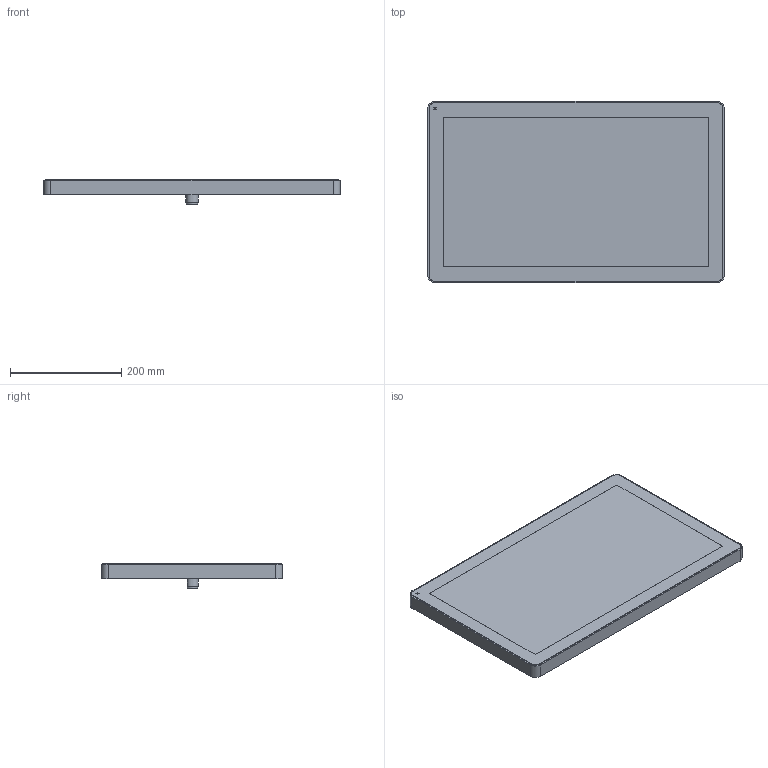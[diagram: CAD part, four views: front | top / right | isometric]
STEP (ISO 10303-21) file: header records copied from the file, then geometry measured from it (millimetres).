
FILE_DESCRIPTION(/* description */ ('STEP AP214'),/* implementation_level */ '2;1');
FILE_NAME(/* name */ '8155223_CDPX-X-E2-W-21-EX2',/* time_stamp */ '2024-08-05T17:19:48+02:00',/* author */ ('License CC BY-ND 4.0'),/* organization */ ('CADENAS'),/* preprocessor_version */ 'ST-DEVELOPER v19.3',/* originating_system */ 'PARTsolutions',/* authorisation */ ' ');
FILE_SCHEMA (('AUTOMOTIVE_DESIGN {1 0 10303 214 3 1 1}'));
Length unit declared in the file: millimetre
Products named in the file (1): 8155223 CDPX-X-E2-W-21-EX2---(high)
Bounding box: 534 x 326 x 43.5 mm (x, y, z)
Volume: 4596730.3 mm3; surface area: 395078.7 mm2
Topology: 1 solids, 1 shells, 118 faces, 306 edges, 202 vertices
Faces by surface type: plane 79, cylinder 30, cone 9
Full cylindrical faces by diameter (mm): 4.134 x4
Entity records: 4340 total; most frequent: CARTESIAN_POINT 613, DIRECTION 588, ORIENTED_EDGE 576, EDGE_CURVE 288, LINE 222, VECTOR 222, VERTEX_POINT 200, AXIS2_PLACEMENT_3D 183
